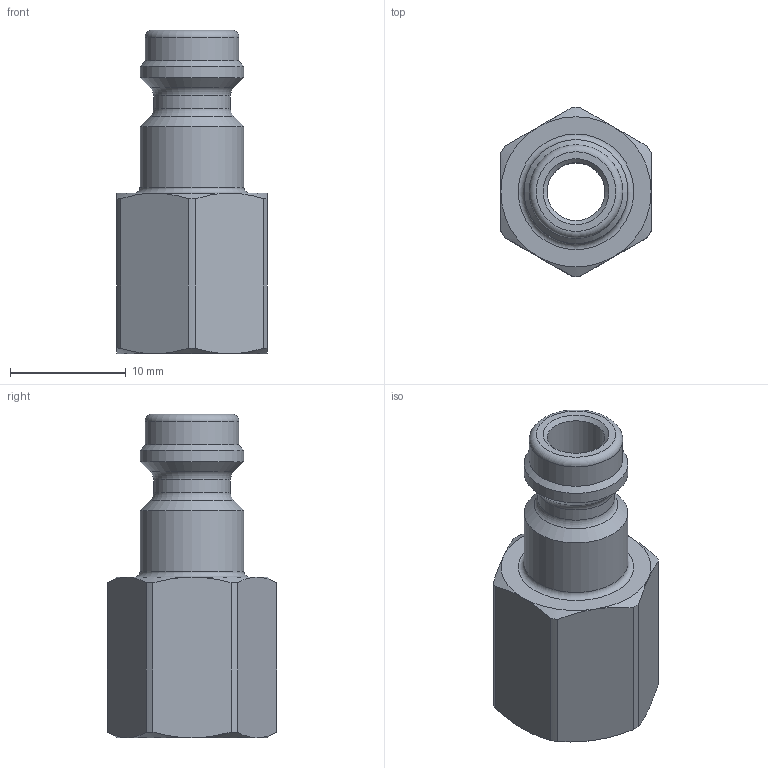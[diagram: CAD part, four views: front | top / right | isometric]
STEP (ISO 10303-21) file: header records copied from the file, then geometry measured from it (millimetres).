
FILE_DESCRIPTION(/* description */ ('STEP AP214'),/* implementation_level */ '2;1');
FILE_NAME(/* name */ '531668_KS3-1_8-I',/* time_stamp */ '2024-08-28T10:48:46+02:00',/* author */ ('License CC BY-ND 4.0'),/* organization */ ('CADENAS'),/* preprocessor_version */ 'ST-DEVELOPER v19.3',/* originating_system */ 'PARTsolutions',/* authorisation */ ' ');
FILE_SCHEMA (('AUTOMOTIVE_DESIGN {1 0 10303 214 3 1 1}'));
Length unit declared in the file: millimetre
Products named in the file (1): 531668 KS3-1/8-I
Bounding box: 13 x 14.65 x 28 mm (x, y, z)
Volume: 1830.9 mm3; surface area: 1755.7 mm2
Topology: 1 solids, 1 shells, 43 faces, 94 edges, 54 vertices
Faces by surface type: cone 18, cylinder 12, plane 9, torus 4
Full cylindrical faces by diameter (mm): 5 x1, 6.65 x1, 8.1 x1, 8.566 x1, 9 x2
Entity records: 1140 total; most frequent: CARTESIAN_POINT 248, DIRECTION 184, ORIENTED_EDGE 156, AXIS2_PLACEMENT_3D 86, EDGE_CURVE 78, EDGE_LOOP 62, FACE_BOUND 62, VERTEX_POINT 54
